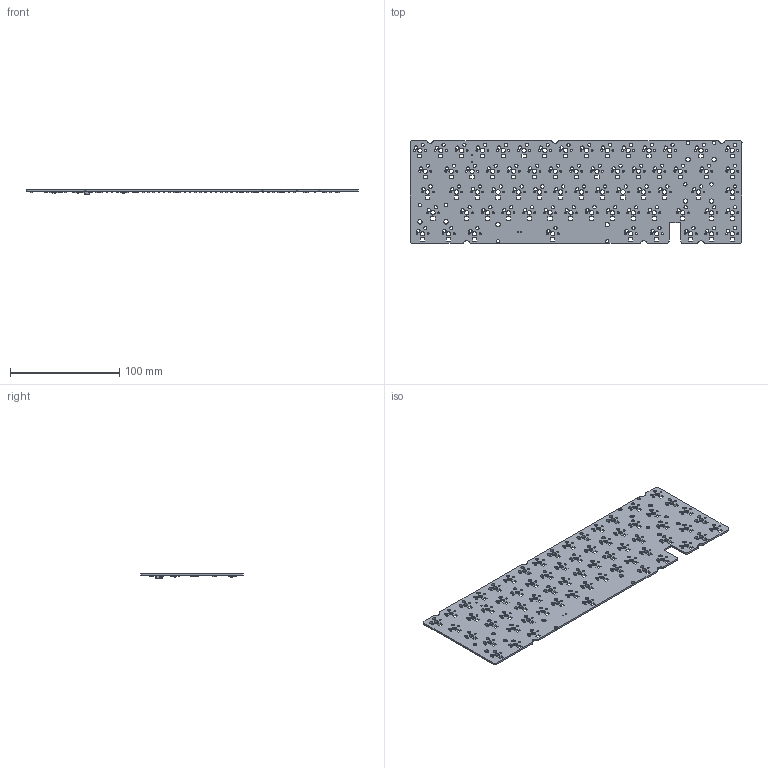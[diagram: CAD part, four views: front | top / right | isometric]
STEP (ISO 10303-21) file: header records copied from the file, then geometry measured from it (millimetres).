
FILE_DESCRIPTION(('KiCad electronic assembly'),'2;1');
FILE_NAME('Bakeneko65_Hotswap_PCB.step','2022-10-05T20:02:42',('Pcbnew') ,('Kicad'),'Open CASCADE STEP processor 7.6','KiCad to STEP converter' ,'Unknown');
FILE_SCHEMA(('AUTOMOTIVE_DESIGN { 1 0 10303 214 1 1 1 1 }'));
Length unit declared in the file: millimetre
Products named in the file (26): Bakeneko65_Hotswap_PCB 1; R_0603_1608Metric; SOLID; SOT-23-6; D_SOD-123F; C_0402_1005Metric; SOT-23; C_0603_1608Metric; LQFP-48_7x7mm_P0.5mm; SW_SPST_TL3342; Fuse_1206_3216Metric; SW_SPDT_PCM12; SM04B-SRSS-TB; SOT-23-5; _autosave-CKBakeneko65_Hotswap PCB
Assembly tree (167 placements, depth 3):
  Bakeneko65_Hotswap_PCB 1
    R_0603_1608Metric  x69
      SOLID
    SOT-23-6
      SOLID
    D_SOD-123F  x68
      SOLID
    C_0402_1005Metric  x6
      SOLID
    SOT-23
      SOLID
    C_0603_1608Metric  x3
      SOLID
    LQFP-48_7x7mm_P0.5mm
      SOLID
    SW_SPST_TL3342
      SOLID
    Fuse_1206_3216Metric
      SOLID
    SW_SPDT_PCM12
      SOLID
    SM04B-SRSS-TB
      SOLID
    SOT-23-5
      SOLID
    _autosave-CKBakeneko65_Hotswap PCB
Bounding box: 303.75 x 94.2 x 4.5 mm (x, y, z)
Volume: 40897.4 mm3; surface area: 60389.6 mm2
Topology: 155 solids, 156 shells, 6079 faces, 15450 edges, 9785 vertices
Faces by surface type: bspline 5404, cylinder 391, plane 284
Full cylindrical faces by diameter (mm): 0.3 x12, 0.9 x2, 1.75 x134, 3 x134, 3.048 x8, 3.988 x75
Entity records: 164570 total; most frequent: CARTESIAN_POINT 56364, ORIENTED_EDGE 12604, PCURVE 12604, DEFINITIONAL_REPRESENTATION 12604, B_SPLINE_CURVE_WITH_KNOTS 11531, DIRECTION 7743, EDGE_CURVE 6302, SURFACE_CURVE 5930
